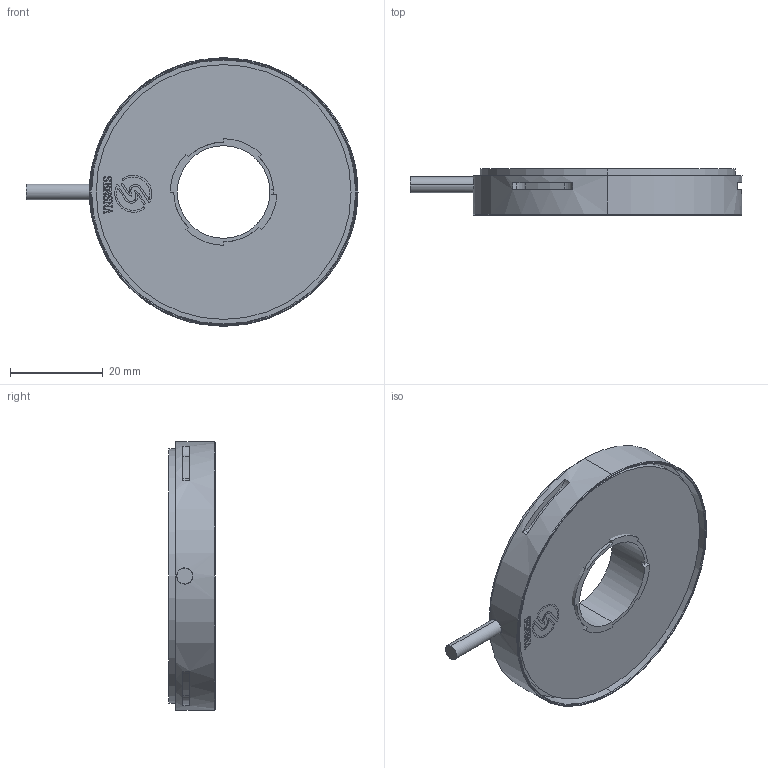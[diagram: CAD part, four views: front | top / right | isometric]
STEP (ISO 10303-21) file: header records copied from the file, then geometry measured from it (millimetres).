
FILE_DESCRIPTION (( 'STEP AP214' ), '1' );
FILE_NAME ('CAS58 20230927.STEP', '2026-02-07T05:04:33', ( 'chen' ), ( '' ), 'SwSTEP 2.0', 'SolidWorks 2018', '' );
FILE_SCHEMA (( 'AUTOMOTIVE_DESIGN' ));
Length unit declared in the file: millimetre
Products named in the file (4): CAS58 230927_3; CAS58 20230927; CAS58 230927_2; CAS58 230927
Assembly tree (3 placements, depth 2):
  CAS58 20230927
    CAS58 230927_2
    CAS58 230927
    CAS58 230927_3
Bounding box: 71.65 x 10 x 58 mm (x, y, z)
Volume: 17978.6 mm3; surface area: 15529.2 mm2
Topology: 3 solids, 4 shells, 2152 faces, 6088 edges, 4056 vertices
Faces by surface type: plane 1218, cylinder 866, bspline 56, cone 12
Entity records: 96138 total; most frequent: CARTESIAN_POINT 15036, ORIENTED_EDGE 12176, DIRECTION 11947, EDGE_CURVE 6088, LINE 4179, VECTOR 4179, VERTEX_POINT 4056, AXIS2_PLACEMENT_3D 3884
